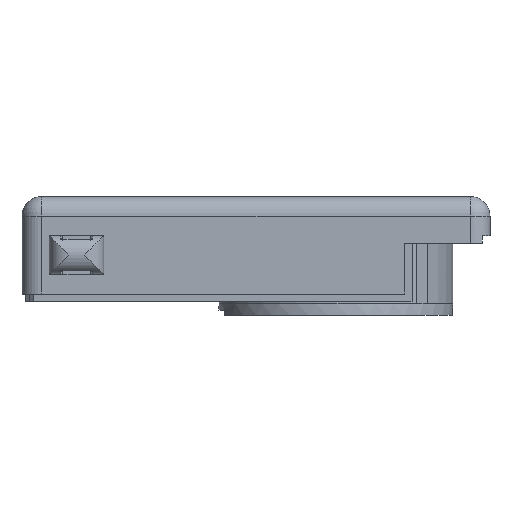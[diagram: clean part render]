
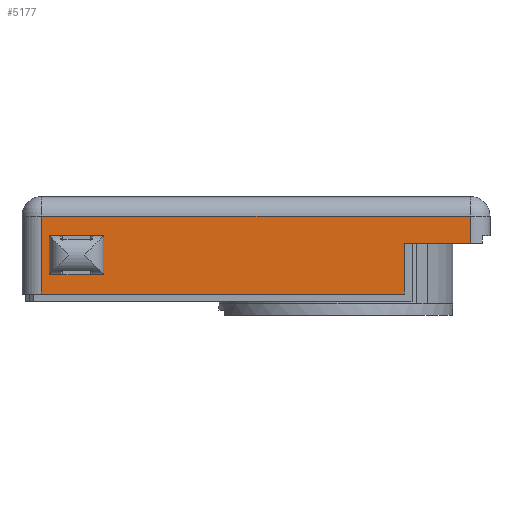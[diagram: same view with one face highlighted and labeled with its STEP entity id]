
A CAD part, left-side view. The second image highlights one B-rep face of the part: STEP entity #5177.
In plain terms, the highlighted face is planar.
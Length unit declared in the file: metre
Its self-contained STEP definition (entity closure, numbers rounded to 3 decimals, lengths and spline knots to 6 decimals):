
#475=ORIENTED_EDGE('',*,*,#1995,.T.);
#476=ORIENTED_EDGE('',*,*,#1996,.T.);
#477=ORIENTED_EDGE('',*,*,#1997,.T.);
#478=ORIENTED_EDGE('',*,*,#1998,.T.);
#479=ORIENTED_EDGE('',*,*,#1999,.T.);
#480=ORIENTED_EDGE('',*,*,#2000,.T.);
#481=ORIENTED_EDGE('',*,*,#2001,.F.);
#482=ORIENTED_EDGE('',*,*,#2002,.T.);
#483=ORIENTED_EDGE('',*,*,#2003,.T.);
#484=ORIENTED_EDGE('',*,*,#2004,.F.);
#1995=EDGE_CURVE('',#2794,#2795,#3326,.T.);
#1996=EDGE_CURVE('',#2795,#2796,#3327,.F.);
#1997=EDGE_CURVE('',#2796,#2797,#3328,.F.);
#1998=EDGE_CURVE('',#2797,#2798,#3329,.T.);
#1999=EDGE_CURVE('',#2798,#2799,#3330,.T.);
#2000=EDGE_CURVE('',#2799,#2794,#3331,.T.);
#2001=EDGE_CURVE('',#2800,#2801,#3332,.T.);
#2002=EDGE_CURVE('',#2800,#2802,#3333,.T.);
#2003=EDGE_CURVE('',#2802,#2803,#3334,.T.);
#2004=EDGE_CURVE('',#2801,#2803,#3335,.T.);
#2794=VERTEX_POINT('',#7191);
#2795=VERTEX_POINT('',#7192);
#2796=VERTEX_POINT('',#7194);
#2797=VERTEX_POINT('',#7196);
#2798=VERTEX_POINT('',#7198);
#2799=VERTEX_POINT('',#7200);
#2800=VERTEX_POINT('',#7203);
#2801=VERTEX_POINT('',#7204);
#2802=VERTEX_POINT('',#7206);
#2803=VERTEX_POINT('',#7208);
#3326=LINE('',#7190,#3841);
#3327=LINE('',#7193,#3842);
#3328=LINE('',#7195,#3843);
#3329=LINE('',#7197,#3844);
#3330=LINE('',#7199,#3845);
#3331=LINE('',#7201,#3846);
#3332=LINE('',#7202,#3847);
#3333=LINE('',#7205,#3848);
#3334=LINE('',#7207,#3849);
#3335=LINE('',#7209,#3850);
#3841=VECTOR('',#5924,1.);
#3842=VECTOR('',#5925,1.);
#3843=VECTOR('',#5926,1.);
#3844=VECTOR('',#5927,1.);
#3845=VECTOR('',#5928,1.);
#3846=VECTOR('',#5929,1.);
#3847=VECTOR('',#5930,1.);
#3848=VECTOR('',#5931,1.);
#3849=VECTOR('',#5932,1.);
#3850=VECTOR('',#5933,1.);
#4332=EDGE_LOOP('',(#475,#476,#477,#478,#479,#480));
#4333=EDGE_LOOP('',(#481,#482,#483,#484));
#4663=FACE_BOUND('',#4332,.T.);
#4664=FACE_BOUND('',#4333,.T.);
#4993=PLANE('',#5516);
#5177=ADVANCED_FACE('',(#4663,#4664),#4993,.T.);
#5516=AXIS2_PLACEMENT_3D('',#7189,#5922,#5923);
#5922=DIRECTION('',(1.,0.,0.));
#5923=DIRECTION('',(0.,0.,-1.));
#5924=DIRECTION('',(0.,1.,0.));
#5925=DIRECTION('',(0.,0.,-1.));
#5926=DIRECTION('',(0.,1.,0.));
#5927=DIRECTION('',(0.,0.,-1.));
#5928=DIRECTION('',(0.,1.,0.));
#5929=DIRECTION('',(0.,0.,-1.));
#5930=DIRECTION('',(0.,0.,-1.));
#5931=DIRECTION('',(0.,1.,0.));
#5932=DIRECTION('',(0.,0.,-1.));
#5933=DIRECTION('',(0.,1.,0.));
#7189=CARTESIAN_POINT('',(0.065,-0.003,0.));
#7190=CARTESIAN_POINT('',(0.065,-0.003,-0.055));
#7191=CARTESIAN_POINT('',(0.065,-0.012,-0.055));
#7192=CARTESIAN_POINT('',(0.065,-0.005,-0.055));
#7193=CARTESIAN_POINT('',(0.065,-0.005,0.055));
#7194=CARTESIAN_POINT('',(0.065,-0.005,0.055));
#7195=CARTESIAN_POINT('',(0.065,-0.025,0.055));
#7196=CARTESIAN_POINT('',(0.065,-0.025,0.055));
#7197=CARTESIAN_POINT('',(0.065,-0.025,0.));
#7198=CARTESIAN_POINT('',(0.065,-0.025,-0.038));
#7199=CARTESIAN_POINT('',(0.065,-0.025,-0.038));
#7200=CARTESIAN_POINT('',(0.065,-0.012,-0.038));
#7201=CARTESIAN_POINT('',(0.065,-0.012,0.));
#7202=CARTESIAN_POINT('',(0.065,-0.02,0.046));
#7203=CARTESIAN_POINT('',(0.065,-0.02,0.053));
#7204=CARTESIAN_POINT('',(0.065,-0.02,0.039));
#7205=CARTESIAN_POINT('',(0.065,-0.015,0.053));
#7206=CARTESIAN_POINT('',(0.065,-0.01,0.053));
#7207=CARTESIAN_POINT('',(0.065,-0.01,0.046));
#7208=CARTESIAN_POINT('',(0.065,-0.01,0.039));
#7209=CARTESIAN_POINT('',(0.065,-0.015,0.039));
